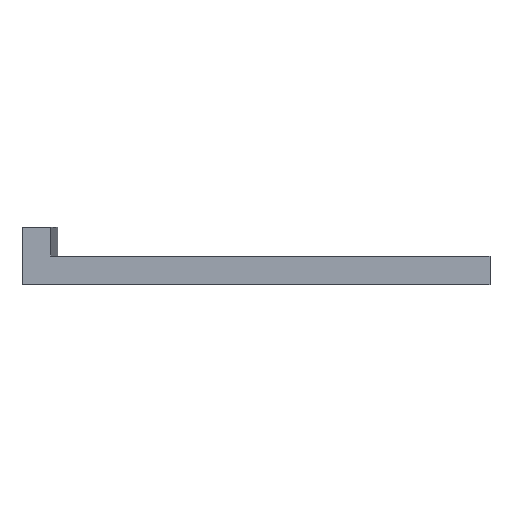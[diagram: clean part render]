
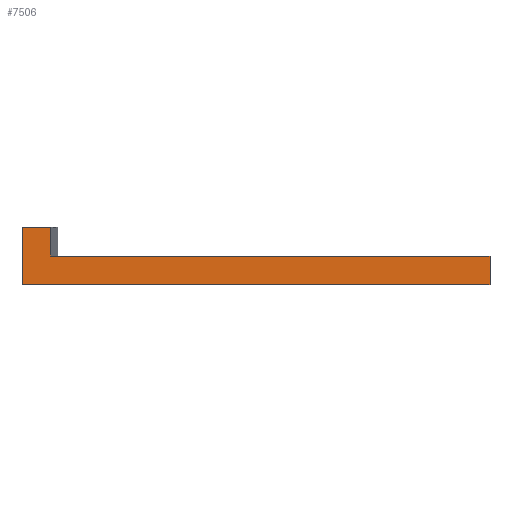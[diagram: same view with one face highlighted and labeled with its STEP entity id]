
A CAD part, front view. The second image highlights one B-rep face of the part: STEP entity #7506.
In plain terms, the highlighted planar face has unit normal (0, -1, 0).
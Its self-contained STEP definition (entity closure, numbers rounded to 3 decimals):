
#7451=CARTESIAN_POINT('',(-352.495,1206.5,492.625));
#7452=DIRECTION('',(0.,-1.,0.));
#7453=DIRECTION('',(-1.,0.,0.));
#7454=AXIS2_PLACEMENT_3D('',#7451,#7452,#7453);
#7455=PLANE('',#7454);
#7456=CARTESIAN_POINT('',(-350.989,1206.5,488.625));
#7457=VERTEX_POINT('',#7456);
#7458=CARTESIAN_POINT('',(-290.,1206.5,488.625));
#7459=VERTEX_POINT('',#7458);
#7460=CARTESIAN_POINT('',(-350.989,1206.5,488.625));
#7461=DIRECTION('',(1.,0.,-0.));
#7462=VECTOR('',#7461,60.989);
#7463=LINE('',#7460,#7462);
#7464=EDGE_CURVE('',#7457,#7459,#7463,.T.);
#7465=ORIENTED_EDGE('',*,*,#7464,.F.);
#7466=CARTESIAN_POINT('',(-350.989,1206.5,492.625));
#7467=VERTEX_POINT('',#7466);
#7468=CARTESIAN_POINT('',(-350.989,1206.5,488.625));
#7469=DIRECTION('',(0.,0.,1.));
#7470=VECTOR('',#7469,4.);
#7471=LINE('',#7468,#7470);
#7472=EDGE_CURVE('',#7457,#7467,#7471,.T.);
#7473=ORIENTED_EDGE('',*,*,#7472,.T.);
#7474=CARTESIAN_POINT('',(-354.989,1206.5,492.625));
#7475=VERTEX_POINT('',#7474);
#7476=CARTESIAN_POINT('',(-350.989,1206.5,492.625));
#7477=DIRECTION('',(-1.,0.,0.));
#7478=VECTOR('',#7477,4.);
#7479=LINE('',#7476,#7478);
#7480=EDGE_CURVE('',#7467,#7475,#7479,.T.);
#7481=ORIENTED_EDGE('',*,*,#7480,.T.);
#7482=CARTESIAN_POINT('',(-354.989,1206.5,484.625));
#7483=VERTEX_POINT('',#7482);
#7484=CARTESIAN_POINT('',(-354.989,1206.5,492.625));
#7485=DIRECTION('',(-0.,0.,-1.));
#7486=VECTOR('',#7485,8.);
#7487=LINE('',#7484,#7486);
#7488=EDGE_CURVE('',#7475,#7483,#7487,.T.);
#7489=ORIENTED_EDGE('',*,*,#7488,.T.);
#7490=CARTESIAN_POINT('',(-290.,1206.5,484.625));
#7491=VERTEX_POINT('',#7490);
#7492=CARTESIAN_POINT('',(-290.,1206.5,484.625));
#7493=DIRECTION('',(-1.,-0.,0.));
#7494=VECTOR('',#7493,64.989);
#7495=LINE('',#7492,#7494);
#7496=EDGE_CURVE('',#7491,#7483,#7495,.T.);
#7497=ORIENTED_EDGE('',*,*,#7496,.F.);
#7498=CARTESIAN_POINT('',(-290.,1206.5,488.625));
#7499=DIRECTION('',(-0.,0.,-1.));
#7500=VECTOR('',#7499,4.);
#7501=LINE('',#7498,#7500);
#7502=EDGE_CURVE('',#7459,#7491,#7501,.T.);
#7503=ORIENTED_EDGE('',*,*,#7502,.F.);
#7504=EDGE_LOOP('',(#7465,#7473,#7481,#7489,#7497,#7503));
#7505=FACE_BOUND('',#7504,.T.);
#7506=ADVANCED_FACE('',(#7505),#7455,.T.);
